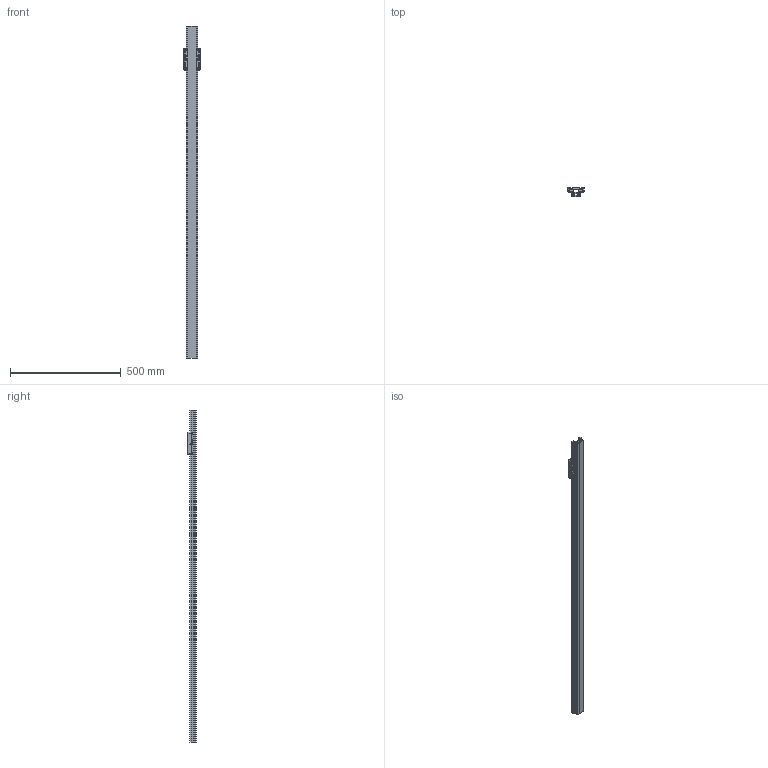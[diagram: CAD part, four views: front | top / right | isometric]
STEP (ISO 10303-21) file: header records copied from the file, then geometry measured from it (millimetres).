
FILE_DESCRIPTION (( 'STEP AP203' ), '1' );
FILE_NAME ('UGT040-1500-0C1G00-1.step', '2024-10-21T11:16:29', ( '' ), ( '' ), 'SwSTEP 2.0', 'SolidWorks 2023', '' );
FILE_SCHEMA (( 'CONFIG_CONTROL_DESIGN' ));
Length unit declared in the file: inch
Products named in the file (3): UGT040-1500-0C1G00-1; UGT040-1500-0C1G00-1_CARRIAGE; UGT040-1500-0C1G00-1_RAIL
Assembly tree (2 placements, depth 2):
  UGT040-1500-0C1G00-1
    UGT040-1500-0C1G00-1_RAIL
    UGT040-1500-0C1G00-1_CARRIAGE
Bounding box: 73 x 40 x 1500 mm (x, y, z)
Volume: 1043286.8 mm3; surface area: 497821.5 mm2
Topology: 10 solids, 10 shells, 445 faces, 1241 edges, 821 vertices
Faces by surface type: plane 248, cylinder 178, cone 10, bspline 9
Entity records: 15760 total; most frequent: CARTESIAN_POINT 3973, ORIENTED_EDGE 2466, DIRECTION 2349, EDGE_CURVE 1233, VERTEX_POINT 821, AXIS2_PLACEMENT_3D 785, LINE 779, VECTOR 779
